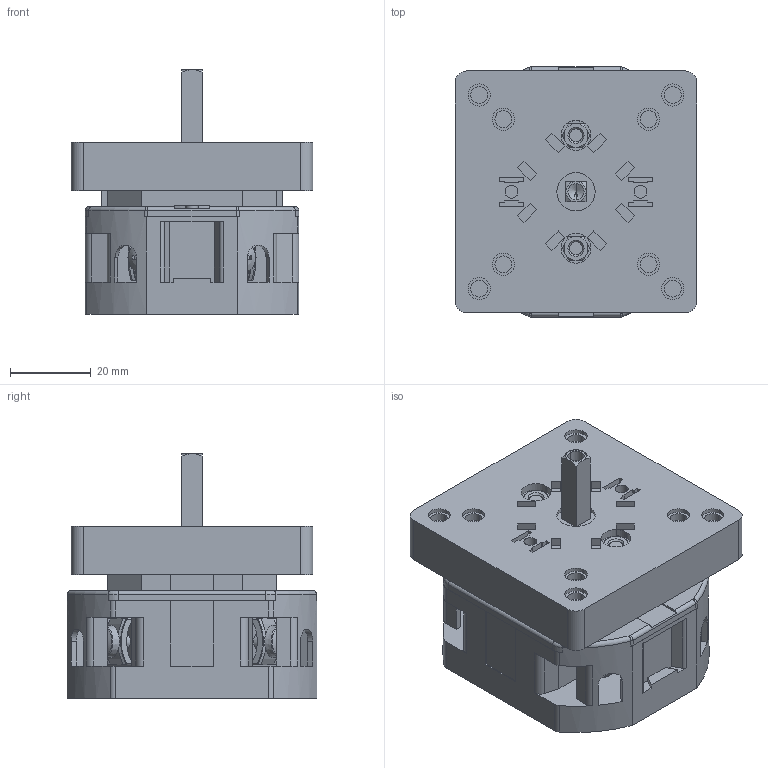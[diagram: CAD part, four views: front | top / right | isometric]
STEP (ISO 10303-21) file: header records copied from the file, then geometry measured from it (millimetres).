
FILE_DESCRIPTION((''),'2;1');
FILE_NAME('CRV2_25_51_1B_P_SW0001','2015-06-08T',('mangiapr'),(''),'PRO/ENGINEER BY PARAMETRIC TECHNOLOGY CORPORATION, 2011080','PRO/ENGINEER BY PARAMETRIC TECHNOLOGY CORPORATION, 2011080','');
FILE_SCHEMA(('CONFIG_CONTROL_DESIGN'));
Length unit declared in the file: millimetre
Products named in the file (1): CRV2_25_51_1B_P_SW0001
Bounding box: 60 x 62 x 60.7 mm (x, y, z)
Volume: 96718.9 mm3; surface area: 32381.2 mm2
Topology: 1 solids, 1 shells, 841 faces, 2194 edges, 1427 vertices
Faces by surface type: plane 455, cylinder 215, torus 79, cone 70, bspline 14, sphere 8
Entity records: 30801 total; most frequent: CARTESIAN_POINT 10122, ORIENTED_EDGE 4384, DIRECTION 4197, EDGE_CURVE 2192, AXIS2_PLACEMENT_3D 1508, VERTEX_POINT 1427, VECTOR 1181, LINE 1181
